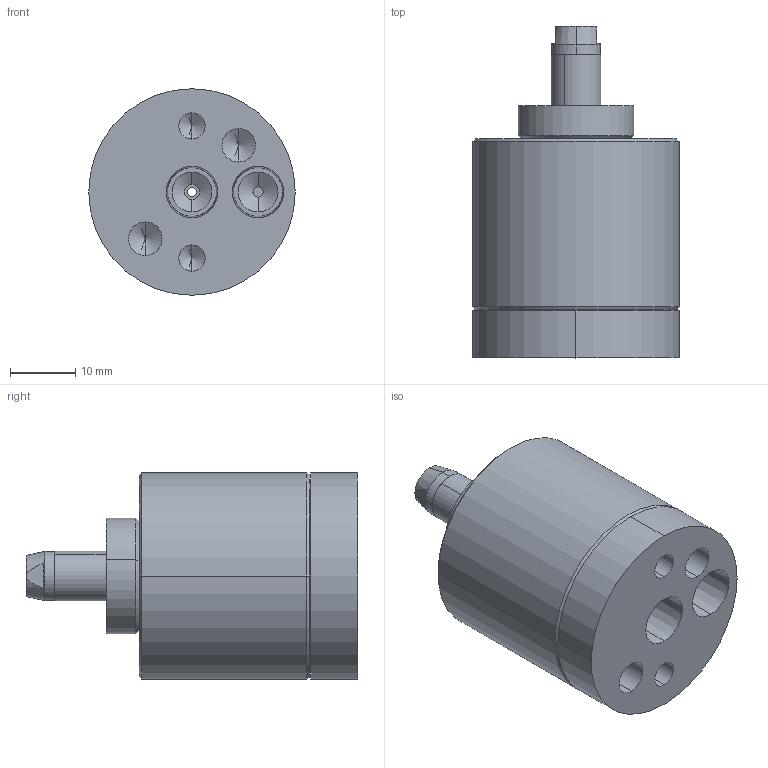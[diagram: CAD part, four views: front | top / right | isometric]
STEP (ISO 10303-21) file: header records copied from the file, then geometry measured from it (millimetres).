
FILE_DESCRIPTION (( 'STEP AP214' ), '1' );
FILE_NAME ('CTSC-002353.STEP', '2025-01-02T19:27:12', ( '' ), ( '' ), 'SwSTEP 2.0', 'SolidWorks 2023', '' );
FILE_SCHEMA (( 'AUTOMOTIVE_DESIGN' ));
Length unit declared in the file: inch
Products named in the file (1): CTSC-002353
Bounding box: 31.75 x 51.03 x 31.75 mm (x, y, z)
Volume: 26567.3 mm3; surface area: 8630.6 mm2
Topology: 1 solids, 2 shells, 92 faces, 203 edges, 122 vertices
Faces by surface type: cylinder 38, cone 29, plane 23, torus 2
Entity records: 3474 total; most frequent: DIRECTION 482, CARTESIAN_POINT 474, ORIENTED_EDGE 390, AXIS2_PLACEMENT_3D 202, EDGE_CURVE 195, VERTEX_POINT 122, EDGE_LOOP 111, CIRCLE 109
